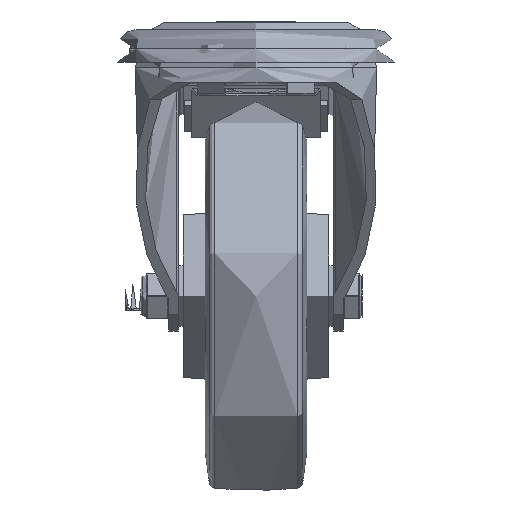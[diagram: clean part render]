
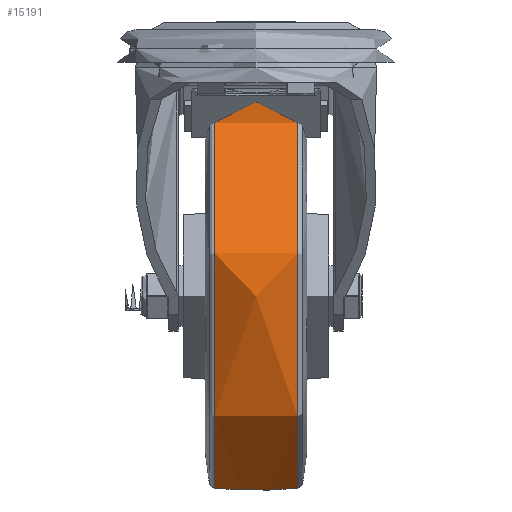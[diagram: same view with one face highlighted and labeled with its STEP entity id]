
A CAD part, left-side view. The second image highlights one B-rep face of the part: STEP entity #15191.
In plain terms, the highlighted free-form (B-spline) face has degree [2, 2] with [3, 9] control points.
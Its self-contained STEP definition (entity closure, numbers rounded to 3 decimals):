
#67=(
BOUNDED_SURFACE()
B_SPLINE_SURFACE(2,2,((#26387,#26388,#26389,#26390,#26391,#26392,#26393,
#26394,#26395),(#26396,#26397,#26398,#26399,#26400,#26401,#26402,#26403,
#26404),(#26405,#26406,#26407,#26408,#26409,#26410,#26411,#26412,#26413)),
 .UNSPECIFIED.,.F.,.T.,.F.)
B_SPLINE_SURFACE_WITH_KNOTS((3,3),(3,2,2,2,3),(-0.094,0.094),
(-3.142,-1.571,0.,1.571,3.142),
 .UNSPECIFIED.)
GEOMETRIC_REPRESENTATION_ITEM()
RATIONAL_B_SPLINE_SURFACE(((1.,0.707,1.,0.707,1.,
0.707,1.,0.707,1.),(0.996,0.704,
0.996,0.704,0.996,0.704,
0.996,0.704,0.996),(1.,0.707,
1.,0.707,1.,0.707,1.,0.707,1.)))
REPRESENTATION_ITEM('')
SURFACE()
);
#4491=FACE_OUTER_BOUND('',#5419,.T.);
#5419=EDGE_LOOP('',(#11963,#11964,#11965,#11966));
#6289=CIRCLE('',#16512,79.199);
#6290=CIRCLE('',#16513,181.);
#6291=CIRCLE('',#16514,79.199);
#7168=VERTEX_POINT('',#26414);
#7169=VERTEX_POINT('',#26416);
#8927=EDGE_CURVE('',#7168,#7168,#6289,.T.);
#8928=EDGE_CURVE('',#7168,#7169,#6290,.T.);
#8929=EDGE_CURVE('',#7169,#7169,#6291,.T.);
#11963=ORIENTED_EDGE('',*,*,#8927,.F.);
#11964=ORIENTED_EDGE('',*,*,#8928,.T.);
#11965=ORIENTED_EDGE('',*,*,#8929,.F.);
#11966=ORIENTED_EDGE('',*,*,#8928,.F.);
#15191=ADVANCED_FACE('',(#4491),#67,.F.);
#16512=AXIS2_PLACEMENT_3D('',#26415,#18835,#18836);
#16513=AXIS2_PLACEMENT_3D('',#26417,#18837,#18838);
#16514=AXIS2_PLACEMENT_3D('',#26418,#18839,#18840);
#18835=DIRECTION('center_axis',(0.,1.,0.));
#18836=DIRECTION('ref_axis',(0.,0.,
-1.));
#18837=DIRECTION('center_axis',(-1.,0.,0.));
#18838=DIRECTION('ref_axis',(0.,0.,
-1.));
#18839=DIRECTION('center_axis',(0.,-1.,0.));
#18840=DIRECTION('ref_axis',(0.,0.,
-1.));
#26387=CARTESIAN_POINT('Ctrl Pts',(0.,-17.014,
-79.199));
#26388=CARTESIAN_POINT('Ctrl Pts',(-79.199,-17.014,
-79.199));
#26389=CARTESIAN_POINT('Ctrl Pts',(-79.199,-17.014,
0.));
#26390=CARTESIAN_POINT('Ctrl Pts',(-79.199,-17.014,
79.199));
#26391=CARTESIAN_POINT('Ctrl Pts',(0.,-17.014,
79.199));
#26392=CARTESIAN_POINT('Ctrl Pts',(79.199,-17.014,79.199));
#26393=CARTESIAN_POINT('Ctrl Pts',(79.199,-17.014,0.));
#26394=CARTESIAN_POINT('Ctrl Pts',(79.199,-17.014,-79.199));
#26395=CARTESIAN_POINT('Ctrl Pts',(0.,-17.014,
-79.199));
#26396=CARTESIAN_POINT('Ctrl Pts',(0.,0.,
-80.805));
#26397=CARTESIAN_POINT('Ctrl Pts',(-80.805,0.,
-80.805));
#26398=CARTESIAN_POINT('Ctrl Pts',(-80.805,0.,
0.));
#26399=CARTESIAN_POINT('Ctrl Pts',(-80.805,0.,
80.805));
#26400=CARTESIAN_POINT('Ctrl Pts',(0.,0.,
80.805));
#26401=CARTESIAN_POINT('Ctrl Pts',(80.805,0.,
80.805));
#26402=CARTESIAN_POINT('Ctrl Pts',(80.805,0.,
0.));
#26403=CARTESIAN_POINT('Ctrl Pts',(80.805,0.,
-80.805));
#26404=CARTESIAN_POINT('Ctrl Pts',(0.,0.,
-80.805));
#26405=CARTESIAN_POINT('Ctrl Pts',(0.,17.014,
-79.199));
#26406=CARTESIAN_POINT('Ctrl Pts',(-79.199,17.014,-79.199));
#26407=CARTESIAN_POINT('Ctrl Pts',(-79.199,17.014,0.));
#26408=CARTESIAN_POINT('Ctrl Pts',(-79.199,17.014,79.199));
#26409=CARTESIAN_POINT('Ctrl Pts',(0.,17.014,
79.199));
#26410=CARTESIAN_POINT('Ctrl Pts',(79.199,17.014,79.199));
#26411=CARTESIAN_POINT('Ctrl Pts',(79.199,17.014,0.));
#26412=CARTESIAN_POINT('Ctrl Pts',(79.199,17.014,-79.199));
#26413=CARTESIAN_POINT('Ctrl Pts',(0.,17.014,
-79.199));
#26414=CARTESIAN_POINT('',(0.,17.014,-79.199));
#26415=CARTESIAN_POINT('Origin',(0.,17.014,
0.));
#26416=CARTESIAN_POINT('',(0.,-17.014,-79.199));
#26417=CARTESIAN_POINT('Origin',(0.,0.,
101.));
#26418=CARTESIAN_POINT('Origin',(0.,-17.014,
0.));
